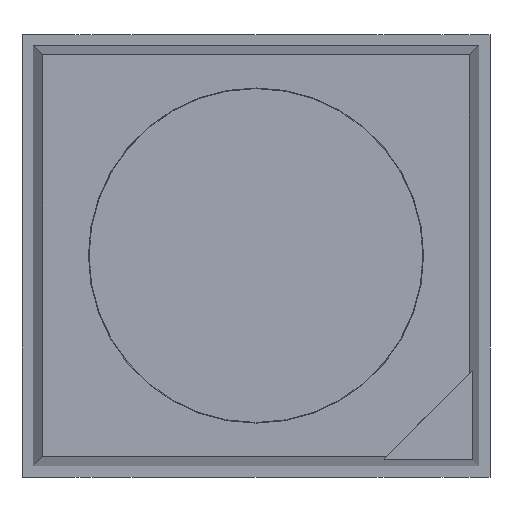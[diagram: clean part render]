
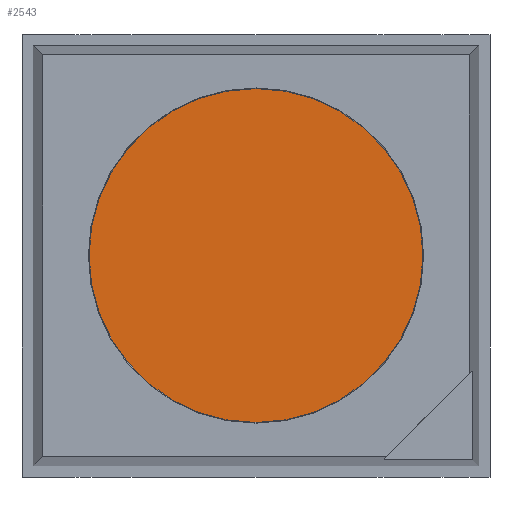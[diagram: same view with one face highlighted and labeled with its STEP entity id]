
A CAD part, top view. The second image highlights one B-rep face of the part: STEP entity #2543.
In plain terms, the highlighted planar face has unit normal (0, 0, 1).
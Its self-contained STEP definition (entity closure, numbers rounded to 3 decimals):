
#1 = CIRCLE ( 'NONE', #2604, 1.32 ) ;
#52 = DIRECTION ( 'NONE',  ( -1., 0., 0. ) ) ;
#341 = CARTESIAN_POINT ( 'NONE',  ( -1.32, 0., 1.381 ) ) ;
#1216 = DIRECTION ( 'NONE',  ( 0., -1., 0. ) ) ;
#1231 = CIRCLE ( 'NONE', #6046, 1.32 ) ;
#2223 = EDGE_CURVE ( 'NONE', #3504, #5517, #1231, .T. ) ;
#2325 = EDGE_LOOP ( 'NONE', ( #3725, #4291 ) ) ;
#2543 = ADVANCED_FACE ( 'NONE', ( #2690 ), #5061, .F. ) ;
#2604 = AXIS2_PLACEMENT_3D ( 'NONE', #4701, #4089, #7582 ) ;
#2690 = FACE_OUTER_BOUND ( 'NONE', #2325, .T. ) ;
#3090 = EDGE_CURVE ( 'NONE', #5517, #3504, #1, .T. ) ;
#3504 = VERTEX_POINT ( 'NONE', #5189 ) ;
#3587 = DIRECTION ( 'NONE',  ( 0., 0., -1. ) ) ;
#3725 = ORIENTED_EDGE ( 'NONE', *, *, #2223, .F. ) ;
#4089 = DIRECTION ( 'NONE',  ( 0., 0., -1. ) ) ;
#4250 = CARTESIAN_POINT ( 'NONE',  ( 0., 0., 1.381 ) ) ;
#4291 = ORIENTED_EDGE ( 'NONE', *, *, #3090, .F. ) ;
#4701 = CARTESIAN_POINT ( 'NONE',  ( 0., 0., 1.381 ) ) ;
#4825 = DIRECTION ( 'NONE',  ( 0., 0., -1. ) ) ;
#4943 = AXIS2_PLACEMENT_3D ( 'NONE', #5408, #4825, #1216 ) ;
#5061 = PLANE ( 'NONE',  #4943 ) ;
#5189 = CARTESIAN_POINT ( 'NONE',  ( 1.32, 0., 1.381 ) ) ;
#5408 = CARTESIAN_POINT ( 'NONE',  ( 0., 0., 1.381 ) ) ;
#5517 = VERTEX_POINT ( 'NONE', #341 ) ;
#6046 = AXIS2_PLACEMENT_3D ( 'NONE', #4250, #3587, #52 ) ;
#7582 = DIRECTION ( 'NONE',  ( -1., 0., 0. ) ) ;
